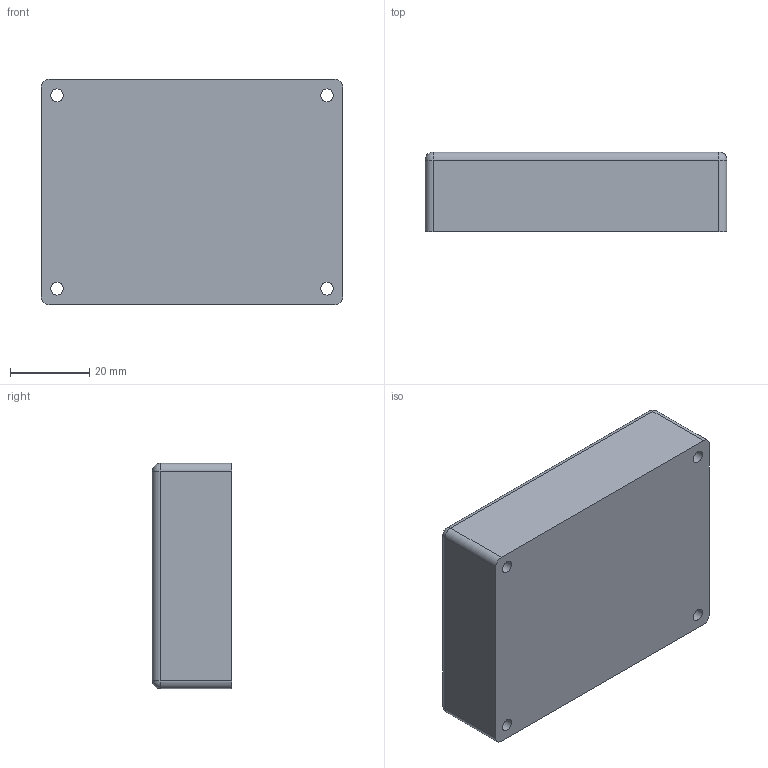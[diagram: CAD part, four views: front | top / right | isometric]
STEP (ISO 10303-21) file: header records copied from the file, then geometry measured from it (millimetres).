
FILE_DESCRIPTION(/* description */ (''),/* implementation_level */ '2;1');
FILE_NAME(/* name */ 'base motor holder.stp',/* time_stamp */ '2017-04-18T23:45:00+02:00',/* author */ ('Admin'),/* organization */ (''),/* preprocessor_version */ 'ST-DEVELOPER v16.1',/* originating_system */ 'Autodesk Inventor 2016',/* authorisation */ '');
FILE_SCHEMA (('AUTOMOTIVE_DESIGN { 1 0 10303 214 3 1 1 }'));
Length unit declared in the file: millimetre
Products named in the file (1): soporte motor base
Bounding box: 76 x 20 x 56.72 mm (x, y, z)
Volume: 40287.4 mm3; surface area: 16993.4 mm2
Topology: 1 solids, 1 shells, 31 faces, 73 edges, 44 vertices
Faces by surface type: cylinder 14, plane 13, sphere 4
Full cylindrical faces by diameter (mm): 3.2 x4
Entity records: 917 total; most frequent: CARTESIAN_POINT 163, DIRECTION 159, ORIENTED_EDGE 138, EDGE_CURVE 69, AXIS2_PLACEMENT_3D 60, VERTEX_POINT 44, EDGE_LOOP 43, LINE 39
